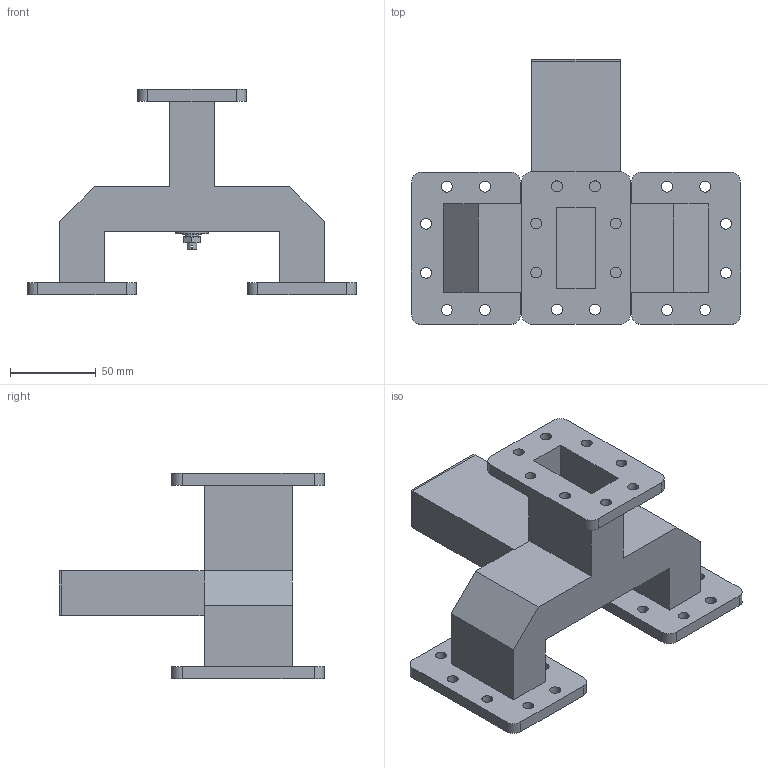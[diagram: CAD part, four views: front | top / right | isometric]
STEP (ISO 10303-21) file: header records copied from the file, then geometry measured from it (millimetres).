
FILE_DESCRIPTION (( 'STEP AP214' ), '1' );
FILE_NAME ('FMW187DV001_3D.step', '2024-09-09T14:31:05', ( '' ), ( '' ), 'SwSTEP 2.0', 'SolidWorks 2022', '' );
FILE_SCHEMA (( 'AUTOMOTIVE_DESIGN' ));
Length unit declared in the file: inch
Products named in the file (1): FMW187DV001_3D
Bounding box: 191.75 x 154.45 x 120 mm (x, y, z)
Volume: 189672.3 mm3; surface area: 134203.1 mm2
Topology: 1 solids, 1 shells, 153 faces, 427 edges, 283 vertices
Faces by surface type: plane 78, cylinder 68, cone 7
Entity records: 5156 total; most frequent: CARTESIAN_POINT 968, DIRECTION 862, ORIENTED_EDGE 854, EDGE_CURVE 427, AXIS2_PLACEMENT_3D 301, VERTEX_POINT 283, LINE 260, VECTOR 260
